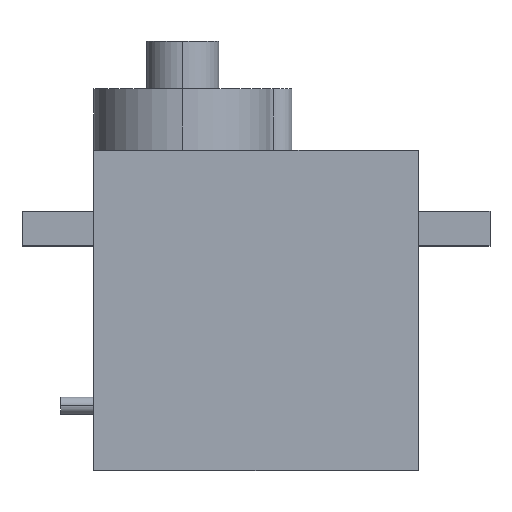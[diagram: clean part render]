
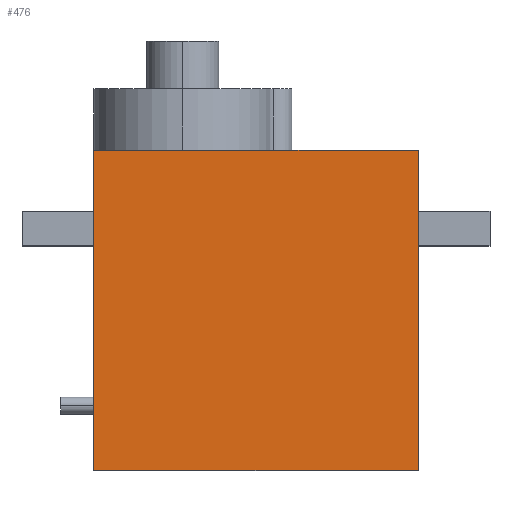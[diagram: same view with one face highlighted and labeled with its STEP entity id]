
A CAD part, top view. The second image highlights one B-rep face of the part: STEP entity #476.
In plain terms, the highlighted planar face has unit normal (0, 0, 1).
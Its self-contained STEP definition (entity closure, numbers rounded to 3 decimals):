
#48 = ORIENTED_EDGE ( 'NONE', *, *, #157, .T. ) ;
#60 = CARTESIAN_POINT ( 'NONE',  ( -11.3, 0., 6.2 ) ) ;
#75 = LINE ( 'NONE', #1029, #1099 ) ;
#95 = VECTOR ( 'NONE', #469, 1000. ) ;
#97 = DIRECTION ( 'NONE',  ( 1., 0., 0. ) ) ;
#107 = CARTESIAN_POINT ( 'NONE',  ( 11.3, 22.3, 6.2 ) ) ;
#133 = ORIENTED_EDGE ( 'NONE', *, *, #1517, .F. ) ;
#157 = EDGE_CURVE ( 'NONE', #1223, #516, #416, .T. ) ;
#202 = EDGE_CURVE ( 'NONE', #621, #458, #499, .T. ) ;
#233 = DIRECTION ( 'NONE',  ( 0., -1., 0. ) ) ;
#239 = VECTOR ( 'NONE', #233, 1000. ) ;
#248 = DIRECTION ( 'NONE',  ( 0., -1., 0. ) ) ;
#271 = EDGE_LOOP ( 'NONE', ( #48, #133, #1182, #372, #545 ) ) ;
#372 = ORIENTED_EDGE ( 'NONE', *, *, #202, .F. ) ;
#399 = VERTEX_POINT ( 'NONE', #411 ) ;
#411 = CARTESIAN_POINT ( 'NONE',  ( 11.3, 22.3, 6.2 ) ) ;
#416 = LINE ( 'NONE', #60, #1242 ) ;
#421 = CARTESIAN_POINT ( 'NONE',  ( -11.3, 22.3, 6.2 ) ) ;
#435 = FACE_OUTER_BOUND ( 'NONE', #271, .T. ) ;
#458 = VERTEX_POINT ( 'NONE', #785 ) ;
#461 = CARTESIAN_POINT ( 'NONE',  ( -11.3, 22.3, 6.2 ) ) ;
#469 = DIRECTION ( 'NONE',  ( 1., 0., 0. ) ) ;
#476 = ADVANCED_FACE ( 'NONE', ( #435 ), #1287, .F. ) ;
#496 = CARTESIAN_POINT ( 'NONE',  ( -11.3, 0., 6.2 ) ) ;
#499 = LINE ( 'NONE', #680, #95 ) ;
#516 = VERTEX_POINT ( 'NONE', #1259 ) ;
#536 = AXIS2_PLACEMENT_3D ( 'NONE', #421, #908, #1272 ) ;
#545 = ORIENTED_EDGE ( 'NONE', *, *, #641, .T. ) ;
#566 = EDGE_CURVE ( 'NONE', #458, #399, #75, .T. ) ;
#618 = VECTOR ( 'NONE', #248, 1000. ) ;
#621 = VERTEX_POINT ( 'NONE', #461 ) ;
#641 = EDGE_CURVE ( 'NONE', #621, #1223, #1091, .T. ) ;
#680 = CARTESIAN_POINT ( 'NONE',  ( -11.3, 22.3, 6.2 ) ) ;
#709 = CARTESIAN_POINT ( 'NONE',  ( -11.3, 22.3, 6.2 ) ) ;
#785 = CARTESIAN_POINT ( 'NONE',  ( -5.1, 22.3, 6.2 ) ) ;
#795 = DIRECTION ( 'NONE',  ( 1., 0., 0. ) ) ;
#908 = DIRECTION ( 'NONE',  ( 0., 0., -1. ) ) ;
#1029 = CARTESIAN_POINT ( 'NONE',  ( -11.3, 22.3, 6.2 ) ) ;
#1091 = LINE ( 'NONE', #709, #618 ) ;
#1099 = VECTOR ( 'NONE', #97, 1000. ) ;
#1182 = ORIENTED_EDGE ( 'NONE', *, *, #566, .F. ) ;
#1223 = VERTEX_POINT ( 'NONE', #496 ) ;
#1242 = VECTOR ( 'NONE', #795, 1000. ) ;
#1259 = CARTESIAN_POINT ( 'NONE',  ( 11.3, 0., 6.2 ) ) ;
#1272 = DIRECTION ( 'NONE',  ( -1., 0., 0. ) ) ;
#1287 = PLANE ( 'NONE',  #536 ) ;
#1430 = LINE ( 'NONE', #107, #239 ) ;
#1517 = EDGE_CURVE ( 'NONE', #399, #516, #1430, .T. ) ;
